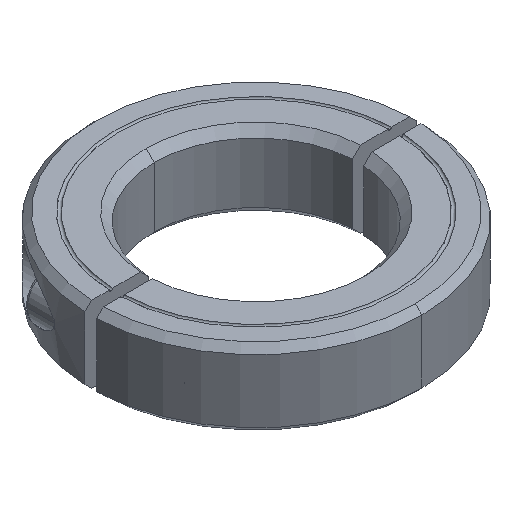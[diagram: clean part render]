
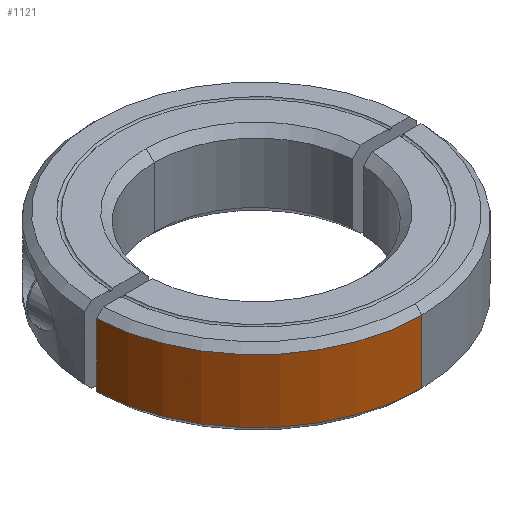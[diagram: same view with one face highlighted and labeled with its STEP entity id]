
A CAD part, isometric view. The second image highlights one B-rep face of the part: STEP entity #1121.
In plain terms, the highlighted cylindrical face has radius 32.5 mm (diameter 65 mm), a partial arc.
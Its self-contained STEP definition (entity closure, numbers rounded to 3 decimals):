
#839=VERTEX_POINT('',#1979);
#901=VERTEX_POINT('',#2049);
#1035=EDGE_CURVE('',#901,#1233,#2201,.T.);
#1037=EDGE_CURVE('',#839,#1359,#2203,.T.);
#1121=ADVANCED_FACE('',(#2297),#2298,.T.);
#1233=VERTEX_POINT('',#2426);
#1359=VERTEX_POINT('',#2564);
#1455=EDGE_CURVE('',#901,#839,#2671,.T.);
#1613=EDGE_CURVE('',#1359,#1233,#2853,.T.);
#1979=CARTESIAN_POINT('',(-32.48,-1.138,1.3));
#2049=CARTESIAN_POINT('',(-32.48,-1.138,13.7));
#2201=CIRCLE('',#3746,32.5);
#2203=CIRCLE('',#3749,32.5);
#2297=FACE_OUTER_BOUND('',#3938,.T.);
#2298=CYLINDRICAL_SURFACE('',#3939,32.5);
#2426=CARTESIAN_POINT('',(0.,-32.5,13.7));
#2564=CARTESIAN_POINT('',(0.,-32.5,1.3));
#2671=LINE('',#4559,#4560);
#2853=LINE('',#4891,#4892);
#3746=AXIS2_PLACEMENT_3D('',#5583,#5584,#5585);
#3749=AXIS2_PLACEMENT_3D('',#5586,#5587,#5588);
#3938=EDGE_LOOP('',(#5699,#5700,#5701,#5702));
#3939=AXIS2_PLACEMENT_3D('',#5703,#5704,#5705);
#4559=CARTESIAN_POINT('',(-32.48,-1.138,7.5));
#4560=VECTOR('',#6151,1.0);
#4891=CARTESIAN_POINT('',(0.,-32.5,7.5));
#4892=VECTOR('',#6386,1.0);
#5583=CARTESIAN_POINT('',(0.,0.,13.7));
#5584=DIRECTION('',(0.,0.,1.0));
#5585=DIRECTION('',(0.0,-1.0,0.));
#5586=CARTESIAN_POINT('',(0.,0.,1.3));
#5587=DIRECTION('',(0.,0.,1.0));
#5588=DIRECTION('',(0.0,-1.0,0.));
#5699=ORIENTED_EDGE('',*,*,#1613,.T.);
#5700=ORIENTED_EDGE('',*,*,#1035,.F.);
#5701=ORIENTED_EDGE('',*,*,#1455,.T.);
#5702=ORIENTED_EDGE('',*,*,#1037,.T.);
#5703=CARTESIAN_POINT('',(0.,0.,7.5));
#5704=DIRECTION('',(0.,0.,-1.0));
#5705=DIRECTION('',(0.0,-1.0,0.));
#6151=DIRECTION('',(0.,0.,-1.0));
#6386=DIRECTION('',(0.,0.,1.0));
